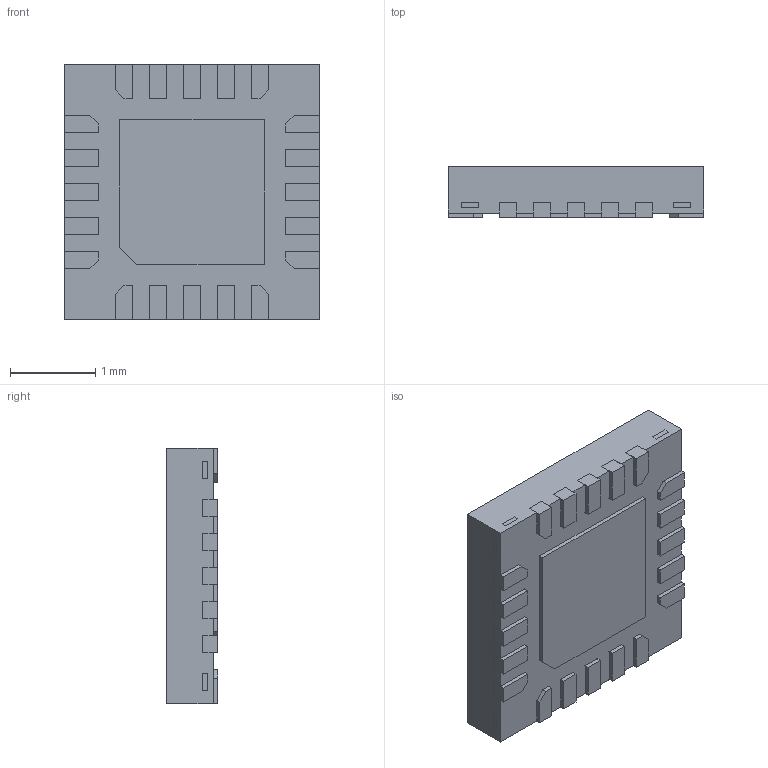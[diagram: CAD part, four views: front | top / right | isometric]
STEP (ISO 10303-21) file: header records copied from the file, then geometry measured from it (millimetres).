
FILE_DESCRIPTION (( 'STEP AP214' ), '1' );
FILE_NAME ('SGTL5000XNLA3R2.STEP', '2020-07-29T10:12:48', ( '' ), ( '' ), 'SwSTEP 2.0', 'SolidWorks 2017', '' );
FILE_SCHEMA (( 'AUTOMOTIVE_DESIGN' ));
Length unit declared in the file: millimetre
Products named in the file (1): SGTL5000XNLA3R2
Bounding box: 3 x 0.6 x 3 mm (x, y, z)
Volume: 5.2 mm3; surface area: 49.5 mm2
Topology: 21 solids, 21 shells, 415 faces, 1254 edges, 836 vertices
Faces by surface type: plane 411, cylinder 4
Entity records: 14102 total; most frequent: ORIENTED_EDGE 2508, CARTESIAN_POINT 2506, DIRECTION 2094, EDGE_CURVE 1254, VECTOR 1246, LINE 1246, VERTEX_POINT 836, EDGE_LOOP 426
